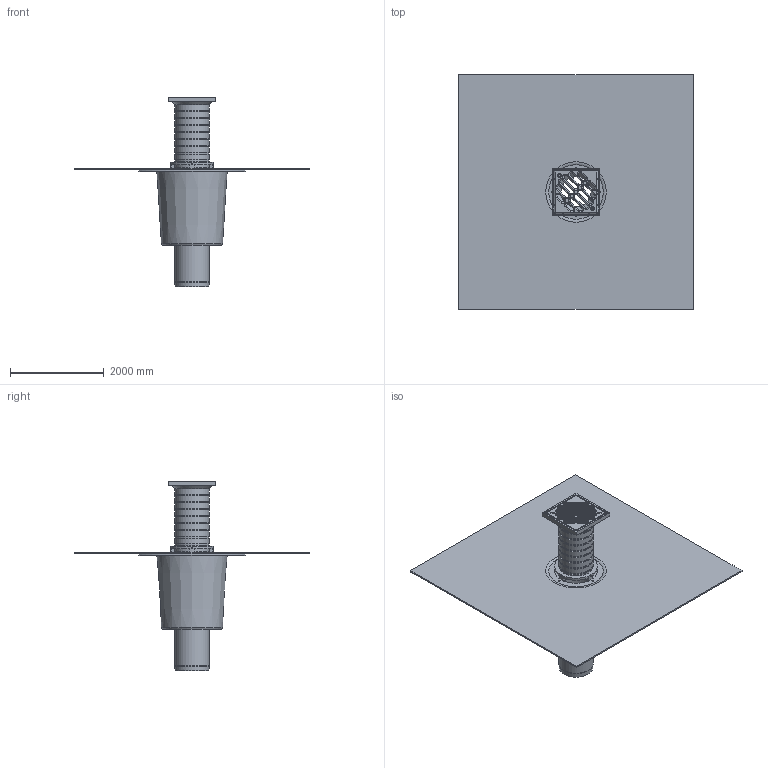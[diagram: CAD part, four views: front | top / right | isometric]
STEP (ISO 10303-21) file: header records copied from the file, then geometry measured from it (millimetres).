
FILE_DESCRIPTION(/* description */ (''),/* implementation_level */ '2;1');
FILE_NAME(/* name */ '15372.070X_3D.stp',/* time_stamp */ '2024-12-11T14:56:44+01:00',/* author */ ('CAD'),/* organization */ (''),/* preprocessor_version */ 'ST-DEVELOPER v20',/* originating_system */ 'AutoCAD Mechanical',/* authorisation */ '');
FILE_SCHEMA (('AUTOMOTIVE_DESIGN { 1 0 10303 214 3 1 1 }'));
Length unit declared in the file: centimetre
Products named in the file (2): Product; *S0
Assembly tree (1 placements, depth 2):
  Product
    *S0
Bounding box: 5000 x 5000 x 4037.7 mm (x, y, z)
Volume: 2335941935.8 mm3; surface area: 97756732.2 mm2
Topology: 10 solids, 10 shells, 519 faces, 1232 edges, 772 vertices
Faces by surface type: cylinder 186, plane 174, torus 98, cone 44, sphere 16, bspline 1
Full cylindrical faces by diameter (mm): 20 x8, 35 x2, 85 x2, 698 x2, 720 x8, 730 x12, 736 x1, 763 x1, 770 x2, 795 x1, 810 x1, 850 x1, 885 x1, 900 x1, 901 x1, 905 x1, 950 x1, 953.818 x1, 965 x2, 1070 x1
Entity records: 16247 total; most frequent: CARTESIAN_POINT 3602, DIRECTION 2863, ORIENTED_EDGE 2462, EDGE_CURVE 1231, AXIS2_PLACEMENT_3D 1162, VERTEX_POINT 770, CIRCLE 640, EDGE_LOOP 615
